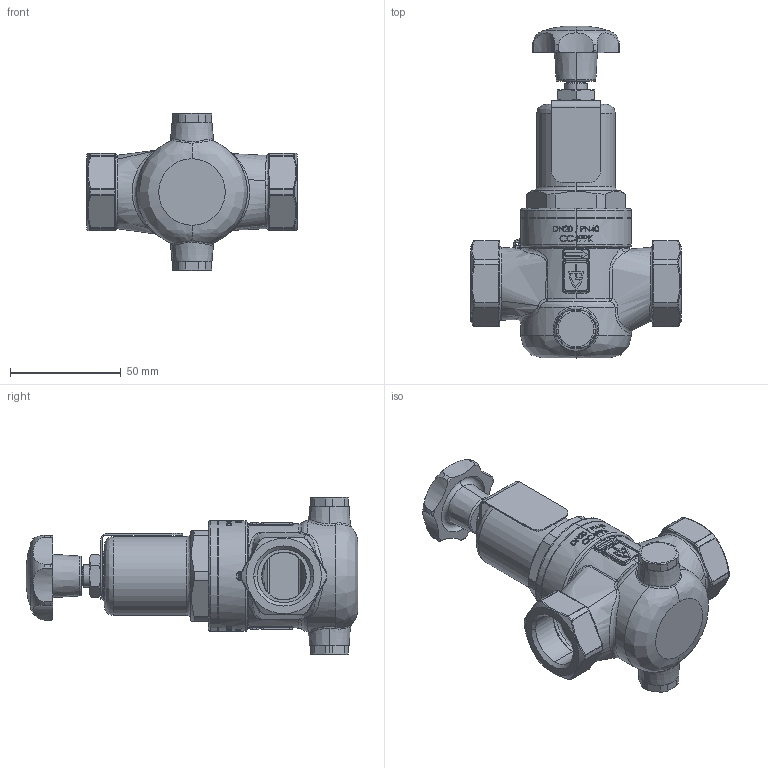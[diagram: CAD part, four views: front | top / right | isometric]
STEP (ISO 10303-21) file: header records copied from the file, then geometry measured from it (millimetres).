
FILE_DESCRIPTION (( 'STEP AP214' ), '1' );
FILE_NAME ('630mGFO_20_FF_2020 S15.STEP', '2022-11-22T12:55:23', ( '' ), ( '' ), 'SwSTEP 2.0', 'SolidWorks 2022', '' );
FILE_SCHEMA (( 'AUTOMOTIVE_DESIGN' ));
Length unit declared in the file: millimetre
Products named in the file (1): 630mGFO_20_FF_2020 S15
Bounding box: 95 x 149.9 x 71 mm (x, y, z)
Volume: 118229.4 mm3; surface area: 62362.2 mm2
Topology: 10 solids, 12 shells, 1303 faces, 3245 edges, 2007 vertices
Faces by surface type: bspline 437, plane 418, cylinder 340, cone 92, torus 16
Entity records: 71250 total; most frequent: CARTESIAN_POINT 42734, ORIENTED_EDGE 6430, DIRECTION 4997, EDGE_CURVE 3215, VERTEX_POINT 2007, AXIS2_PLACEMENT_3D 1893, EDGE_LOOP 1396, FACE_OUTER_BOUND 1303
